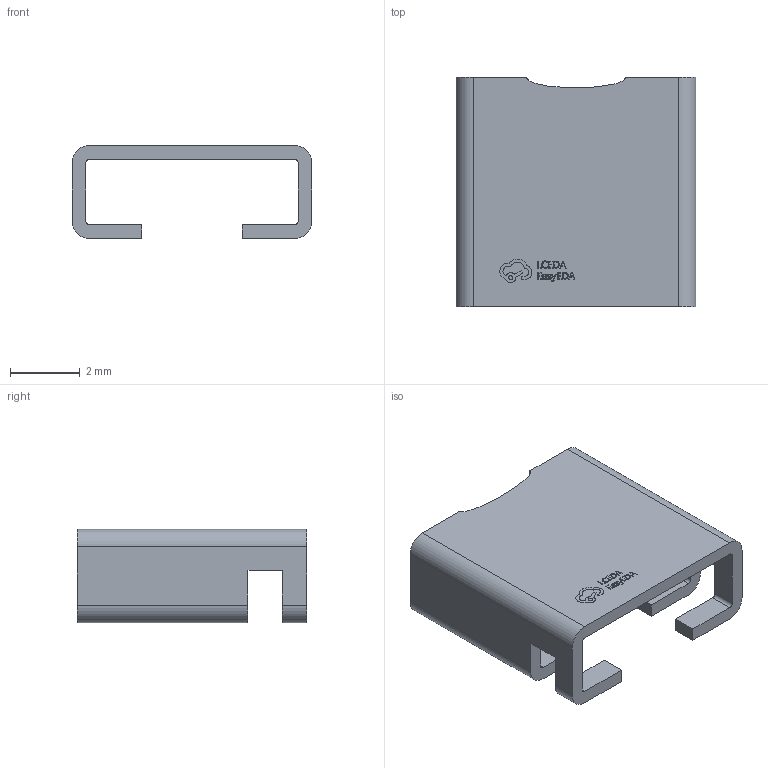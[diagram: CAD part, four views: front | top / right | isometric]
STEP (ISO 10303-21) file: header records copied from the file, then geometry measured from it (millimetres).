
FILE_DESCRIPTION (( 'STEP AP214' ), '1' );
FILE_NAME ('RES-SMD_L6.9-W6.6-H2.7.step', '2022-07-28T09:03:27', ( '' ), ( '' ), 'SwSTEP 2.0', 'SolidWorks 2020', '' );
FILE_SCHEMA (( 'AUTOMOTIVE_DESIGN' ));
Length unit declared in the file: millimetre
Products named in the file (1): RES-SMD_L6.9-W6.6-H2.7
Bounding box: 6.9 x 6.6 x 2.68 mm (x, y, z)
Volume: 34.7 mm3; surface area: 195 mm2
Topology: 1 solids, 1 shells, 264 faces, 729 edges, 486 vertices
Faces by surface type: plane 153, bspline 99, cylinder 12
Entity records: 11799 total; most frequent: CARTESIAN_POINT 2799, ORIENTED_EDGE 1458, DIRECTION 883, EDGE_CURVE 729, VECTOR 503, LINE 503, VERTEX_POINT 486, EDGE_LOOP 283
